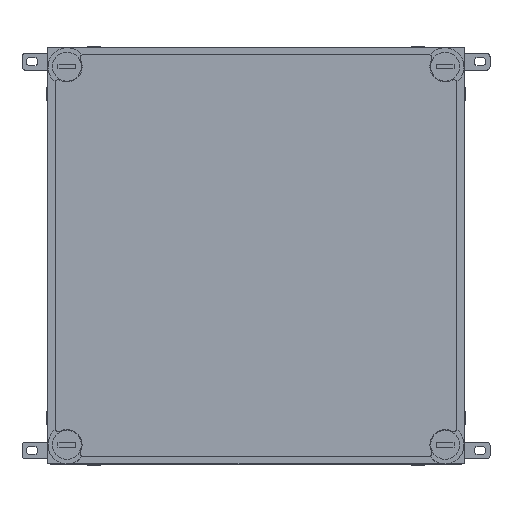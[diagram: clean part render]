
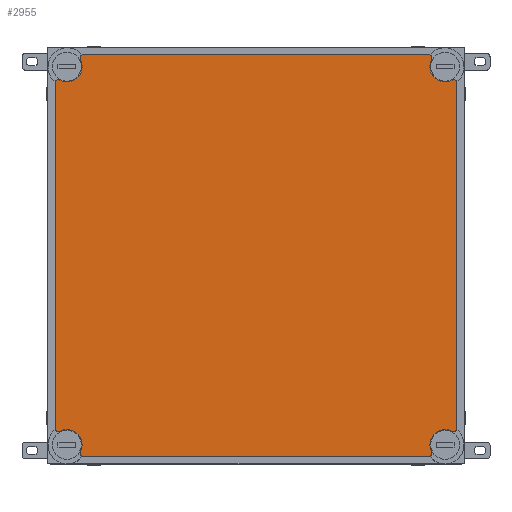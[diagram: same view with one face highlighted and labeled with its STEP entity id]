
A CAD part, top view. The second image highlights one B-rep face of the part: STEP entity #2955.
In plain terms, the highlighted planar face has unit normal (0, 0, 1).
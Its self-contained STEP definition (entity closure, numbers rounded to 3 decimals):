
#2955 = ADVANCED_FACE( '', ( #7337 ), #7338, .T. );
#7337 = FACE_OUTER_BOUND( '', #13911, .T. );
#7338 = PLANE( '', #13912 );
#13911 = EDGE_LOOP( '', ( #24749, #24750, #24751, #24752, #24753, #24754, #24755, #24756, #24757, #24758, #24759, #24760, #24761, #24762, #24763, #24764 ) );
#13912 = AXIS2_PLACEMENT_3D( '', #24765, #24766, #24767 );
#24749 = ORIENTED_EDGE( '', *, *, #38582, .F. );
#24750 = ORIENTED_EDGE( '', *, *, #38583, .T. );
#24751 = ORIENTED_EDGE( '', *, *, #38584, .F. );
#24752 = ORIENTED_EDGE( '', *, *, #38585, .T. );
#24753 = ORIENTED_EDGE( '', *, *, #38586, .F. );
#24754 = ORIENTED_EDGE( '', *, *, #38587, .F. );
#24755 = ORIENTED_EDGE( '', *, *, #36335, .F. );
#24756 = ORIENTED_EDGE( '', *, *, #38588, .T. );
#24757 = ORIENTED_EDGE( '', *, *, #36451, .F. );
#24758 = ORIENTED_EDGE( '', *, *, #38589, .F. );
#24759 = ORIENTED_EDGE( '', *, *, #35689, .F. );
#24760 = ORIENTED_EDGE( '', *, *, #36207, .T. );
#24761 = ORIENTED_EDGE( '', *, *, #36882, .F. );
#24762 = ORIENTED_EDGE( '', *, *, #38590, .T. );
#24763 = ORIENTED_EDGE( '', *, *, #38591, .F. );
#24764 = ORIENTED_EDGE( '', *, *, #38592, .T. );
#24765 = CARTESIAN_POINT( '', ( 0., 0., 105. ) );
#24766 = DIRECTION( '', ( 0., 0., 1. ) );
#24767 = DIRECTION( '', ( 1., 0., 0. ) );
#35689 = EDGE_CURVE( '', #42005, #42006, #42007, .F. );
#36207 = EDGE_CURVE( '', #42005, #42917, #42919, .F. );
#36335 = EDGE_CURVE( '', #43134, #43135, #43136, .F. );
#36451 = EDGE_CURVE( '', #43336, #43337, #43338, .F. );
#36882 = EDGE_CURVE( '', #44083, #42917, #44084, .F. );
#38582 = EDGE_CURVE( '', #46915, #46916, #46917, .F. );
#38583 = EDGE_CURVE( '', #46915, #46918, #46919, .T. );
#38584 = EDGE_CURVE( '', #46920, #46918, #46921, .F. );
#38585 = EDGE_CURVE( '', #46920, #46922, #46923, .F. );
#38586 = EDGE_CURVE( '', #46924, #46922, #46925, .F. );
#38587 = EDGE_CURVE( '', #43135, #46924, #46926, .T. );
#38588 = EDGE_CURVE( '', #43134, #43337, #46927, .F. );
#38589 = EDGE_CURVE( '', #42006, #43336, #46928, .T. );
#38590 = EDGE_CURVE( '', #44083, #46929, #46930, .T. );
#38591 = EDGE_CURVE( '', #46931, #46929, #46932, .F. );
#38592 = EDGE_CURVE( '', #46931, #46916, #46933, .F. );
#42005 = VERTEX_POINT( '', #51238 );
#42006 = VERTEX_POINT( '', #51239 );
#42007 = CIRCLE( '', #51240, 3. );
#42917 = VERTEX_POINT( '', #52424 );
#42919 = CIRCLE( '', #52427, 13.64 );
#43134 = VERTEX_POINT( '', #52711 );
#43135 = VERTEX_POINT( '', #52712 );
#43136 = CIRCLE( '', #52713, 3. );
#43336 = VERTEX_POINT( '', #52982 );
#43337 = VERTEX_POINT( '', #52983 );
#43338 = CIRCLE( '', #52984, 3. );
#44083 = VERTEX_POINT( '', #53947 );
#44084 = CIRCLE( '', #53948, 3. );
#46915 = VERTEX_POINT( '', #57668 );
#46916 = VERTEX_POINT( '', #57669 );
#46917 = CIRCLE( '', #57670, 3. );
#46918 = VERTEX_POINT( '', #57671 );
#46919 = LINE( '', #57672, #57673 );
#46920 = VERTEX_POINT( '', #57674 );
#46921 = CIRCLE( '', #57675, 3. );
#46922 = VERTEX_POINT( '', #57676 );
#46923 = CIRCLE( '', #57677, 13.64 );
#46924 = VERTEX_POINT( '', #57678 );
#46925 = CIRCLE( '', #57679, 3. );
#46926 = LINE( '', #57680, #57681 );
#46927 = CIRCLE( '', #57682, 13.64 );
#46928 = LINE( '', #57683, #57684 );
#46929 = VERTEX_POINT( '', #57685 );
#46930 = LINE( '', #57686, #57687 );
#46931 = VERTEX_POINT( '', #57688 );
#46932 = CIRCLE( '', #57689, 3. );
#46933 = CIRCLE( '', #57690, 13.64 );
#51238 = CARTESIAN_POINT( '', ( 362.23, 343.866, 105. ) );
#51239 = CARTESIAN_POINT( '', ( 366.6, 341.197, 105. ) );
#51240 = AXIS2_PLACEMENT_3D( '', #63193, #63194, #63195 );
#52424 = CARTESIAN_POINT( '', ( 343.866, 362.23, 105. ) );
#52427 = AXIS2_PLACEMENT_3D( '', #63879, #63880, #63881 );
#52711 = CARTESIAN_POINT( '', ( 343.866, 10.77, 105. ) );
#52712 = CARTESIAN_POINT( '', ( 341.197, 6.4, 105. ) );
#52713 = AXIS2_PLACEMENT_3D( '', #64047, #64048, #64049 );
#52982 = CARTESIAN_POINT( '', ( 366.6, 31.803, 105. ) );
#52983 = CARTESIAN_POINT( '', ( 362.23, 29.134, 105. ) );
#52984 = AXIS2_PLACEMENT_3D( '', #64182, #64183, #64184 );
#53947 = CARTESIAN_POINT( '', ( 341.197, 366.6, 105. ) );
#53948 = AXIS2_PLACEMENT_3D( '', #64793, #64794, #64795 );
#57668 = CARTESIAN_POINT( '', ( 6.4, 341.197, 105. ) );
#57669 = CARTESIAN_POINT( '', ( 10.77, 343.866, 105. ) );
#57670 = AXIS2_PLACEMENT_3D( '', #67326, #67327, #67328 );
#57671 = CARTESIAN_POINT( '', ( 6.4, 31.803, 105. ) );
#57672 = CARTESIAN_POINT( '', ( 6.4, 373., 105. ) );
#57673 = VECTOR( '', #67329, 1000. );
#57674 = CARTESIAN_POINT( '', ( 10.77, 29.134, 105. ) );
#57675 = AXIS2_PLACEMENT_3D( '', #67330, #67331, #67332 );
#57676 = CARTESIAN_POINT( '', ( 29.134, 10.77, 105. ) );
#57677 = AXIS2_PLACEMENT_3D( '', #67333, #67334, #67335 );
#57678 = CARTESIAN_POINT( '', ( 31.803, 6.4, 105. ) );
#57679 = AXIS2_PLACEMENT_3D( '', #67336, #67337, #67338 );
#57680 = CARTESIAN_POINT( '', ( 373., 6.4, 105. ) );
#57681 = VECTOR( '', #67339, 1000. );
#57682 = AXIS2_PLACEMENT_3D( '', #67340, #67341, #67342 );
#57683 = CARTESIAN_POINT( '', ( 366.6, 373., 105. ) );
#57684 = VECTOR( '', #67343, 1000. );
#57685 = CARTESIAN_POINT( '', ( 31.803, 366.6, 105. ) );
#57686 = CARTESIAN_POINT( '', ( 373., 366.6, 105. ) );
#57687 = VECTOR( '', #67344, 1000. );
#57688 = CARTESIAN_POINT( '', ( 29.134, 362.23, 105. ) );
#57689 = AXIS2_PLACEMENT_3D( '', #67345, #67346, #67347 );
#57690 = AXIS2_PLACEMENT_3D( '', #67348, #67349, #67350 );
#63193 = CARTESIAN_POINT( '', ( 363.6, 341.197, 105. ) );
#63194 = DIRECTION( '', ( 0., 0., 1. ) );
#63195 = DIRECTION( '', ( 1., 0., 0. ) );
#63879 = CARTESIAN_POINT( '', ( 356., 356., 105. ) );
#63880 = DIRECTION( '', ( 0., 0., 1. ) );
#63881 = DIRECTION( '', ( 1., 0., 0. ) );
#64047 = CARTESIAN_POINT( '', ( 341.197, 9.4, 105. ) );
#64048 = DIRECTION( '', ( 0., 0., 1. ) );
#64049 = DIRECTION( '', ( 1., 0., 0. ) );
#64182 = CARTESIAN_POINT( '', ( 363.6, 31.803, 105. ) );
#64183 = DIRECTION( '', ( 0., 0., 1. ) );
#64184 = DIRECTION( '', ( 1., 0., 0. ) );
#64793 = CARTESIAN_POINT( '', ( 341.197, 363.6, 105. ) );
#64794 = DIRECTION( '', ( 0., 0., 1. ) );
#64795 = DIRECTION( '', ( 1., 0., 0. ) );
#67326 = CARTESIAN_POINT( '', ( 9.4, 341.197, 105. ) );
#67327 = DIRECTION( '', ( 0., 0., 1. ) );
#67328 = DIRECTION( '', ( 1., 0., 0. ) );
#67329 = DIRECTION( '', ( 0., -1., 0. ) );
#67330 = CARTESIAN_POINT( '', ( 9.4, 31.803, 105. ) );
#67331 = DIRECTION( '', ( 0., 0., 1. ) );
#67332 = DIRECTION( '', ( 1., 0., 0. ) );
#67333 = CARTESIAN_POINT( '', ( 17., 17., 105. ) );
#67334 = DIRECTION( '', ( 0., 0., 1. ) );
#67335 = DIRECTION( '', ( 1., 0., 0. ) );
#67336 = CARTESIAN_POINT( '', ( 31.803, 9.4, 105. ) );
#67337 = DIRECTION( '', ( 0., 0., 1. ) );
#67338 = DIRECTION( '', ( 1., 0., 0. ) );
#67339 = DIRECTION( '', ( -1., 0., 0. ) );
#67340 = CARTESIAN_POINT( '', ( 356., 17., 105. ) );
#67341 = DIRECTION( '', ( 0., 0., 1. ) );
#67342 = DIRECTION( '', ( 1., 0., 0. ) );
#67343 = DIRECTION( '', ( 0., -1., 0. ) );
#67344 = DIRECTION( '', ( -1., 0., 0. ) );
#67345 = CARTESIAN_POINT( '', ( 31.803, 363.6, 105. ) );
#67346 = DIRECTION( '', ( 0., 0., 1. ) );
#67347 = DIRECTION( '', ( 1., 0., 0. ) );
#67348 = CARTESIAN_POINT( '', ( 17., 356., 105. ) );
#67349 = DIRECTION( '', ( 0., 0., 1. ) );
#67350 = DIRECTION( '', ( 1., 0., 0. ) );
